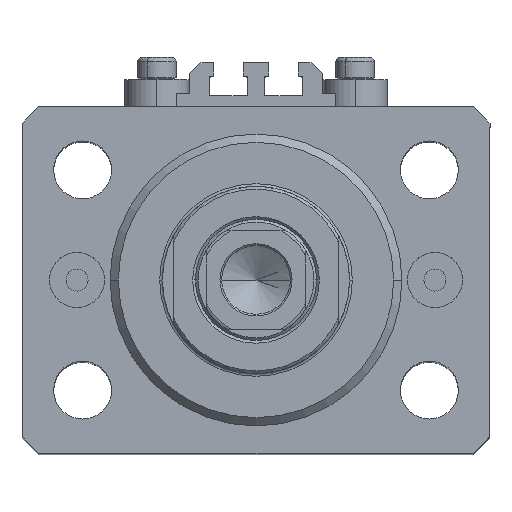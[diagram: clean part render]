
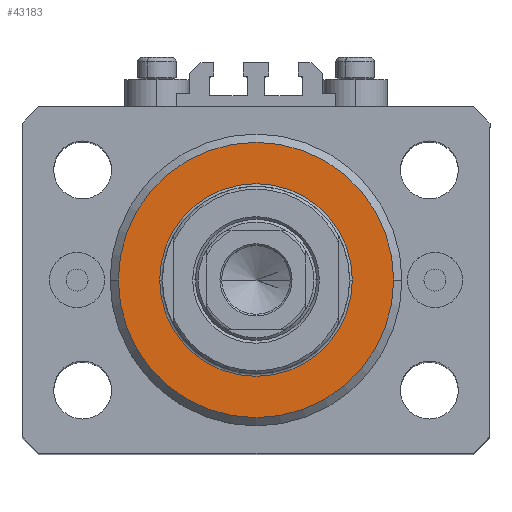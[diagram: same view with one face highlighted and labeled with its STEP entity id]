
A CAD part, top view. The second image highlights one B-rep face of the part: STEP entity #43183.
In plain terms, the highlighted face is planar.
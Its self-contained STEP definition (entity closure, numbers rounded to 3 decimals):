
#185 = DIRECTION ( 'NONE',  ( 0., 0., -1. ) ) ;
#988 = EDGE_LOOP ( 'NONE', ( #22146, #25622 ) ) ;
#1924 = DIRECTION ( 'NONE',  ( 0., 0., 1. ) ) ;
#3417 = AXIS2_PLACEMENT_3D ( 'NONE', #40517, #185, #36237 ) ;
#4522 = DIRECTION ( 'NONE',  ( 1., 0., 0. ) ) ;
#4737 = VERTEX_POINT ( 'NONE', #9376 ) ;
#5941 = DIRECTION ( 'NONE',  ( 0., 0., -1. ) ) ;
#6705 = DIRECTION ( 'NONE',  ( 1., 0., 0. ) ) ;
#8255 = CIRCLE ( 'NONE', #12080, 17.5 ) ;
#9044 = PLANE ( 'NONE',  #44866 ) ;
#9376 = CARTESIAN_POINT ( 'NONE',  ( -17.5, 0., 0. ) ) ;
#12080 = AXIS2_PLACEMENT_3D ( 'NONE', #43263, #39435, #6705 ) ;
#19290 = VERTEX_POINT ( 'NONE', #38648 ) ;
#20040 = CARTESIAN_POINT ( 'NONE',  ( 0., 0., 0. ) ) ;
#20681 = CIRCLE ( 'NONE', #42036, 25. ) ;
#22146 = ORIENTED_EDGE ( 'NONE', *, *, #43012, .T. ) ;
#22944 = EDGE_LOOP ( 'NONE', ( #38891, #46930 ) ) ;
#22993 = EDGE_CURVE ( 'NONE', #25903, #19290, #20681, .T. ) ;
#23999 = CIRCLE ( 'NONE', #3417, 25. ) ;
#24208 = CIRCLE ( 'NONE', #41736, 17.5 ) ;
#25622 = ORIENTED_EDGE ( 'NONE', *, *, #35408, .T. ) ;
#25903 = VERTEX_POINT ( 'NONE', #28037 ) ;
#27391 = CARTESIAN_POINT ( 'NONE',  ( 17.5, 0., 0. ) ) ;
#28037 = CARTESIAN_POINT ( 'NONE',  ( -25., 0., 0. ) ) ;
#28948 = EDGE_CURVE ( 'NONE', #19290, #25903, #23999, .T. ) ;
#30828 = CARTESIAN_POINT ( 'NONE',  ( 0., 0., 0. ) ) ;
#33920 = FACE_BOUND ( 'NONE', #988, .T. ) ;
#35089 = DIRECTION ( 'NONE',  ( 1., 0., 0. ) ) ;
#35408 = EDGE_CURVE ( 'NONE', #4737, #42428, #24208, .T. ) ;
#36237 = DIRECTION ( 'NONE',  ( 1., 0., 0. ) ) ;
#38197 = DIRECTION ( 'NONE',  ( 0., 0., 1. ) ) ;
#38648 = CARTESIAN_POINT ( 'NONE',  ( 25., 0., 0. ) ) ;
#38891 = ORIENTED_EDGE ( 'NONE', *, *, #28948, .T. ) ;
#39435 = DIRECTION ( 'NONE',  ( 0., 0., 1. ) ) ;
#40517 = CARTESIAN_POINT ( 'NONE',  ( 0., 0., 0. ) ) ;
#41331 = DIRECTION ( 'NONE',  ( 1., 0., 0. ) ) ;
#41736 = AXIS2_PLACEMENT_3D ( 'NONE', #30828, #1924, #41331 ) ;
#42036 = AXIS2_PLACEMENT_3D ( 'NONE', #20040, #5941, #35089 ) ;
#42428 = VERTEX_POINT ( 'NONE', #27391 ) ;
#43012 = EDGE_CURVE ( 'NONE', #42428, #4737, #8255, .T. ) ;
#43183 = ADVANCED_FACE ( 'NONE', ( #33920, #44664 ), #9044, .F. ) ;
#43263 = CARTESIAN_POINT ( 'NONE',  ( 0., 0., 0. ) ) ;
#44664 = FACE_OUTER_BOUND ( 'NONE', #22944, .T. ) ;
#44866 = AXIS2_PLACEMENT_3D ( 'NONE', #45596, #38197, #4522 ) ;
#45596 = CARTESIAN_POINT ( 'NONE',  ( 0., 0., 0. ) ) ;
#46930 = ORIENTED_EDGE ( 'NONE', *, *, #22993, .T. ) ;
